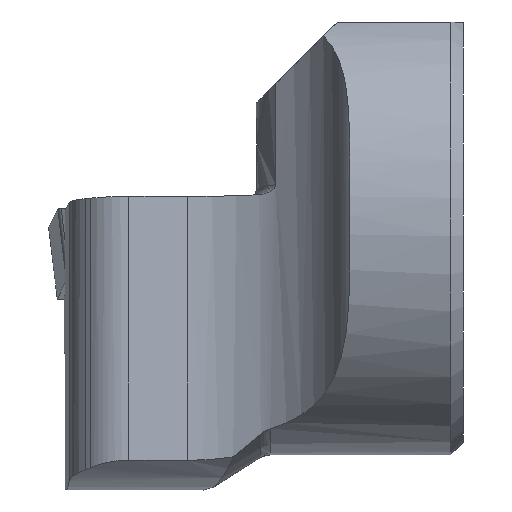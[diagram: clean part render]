
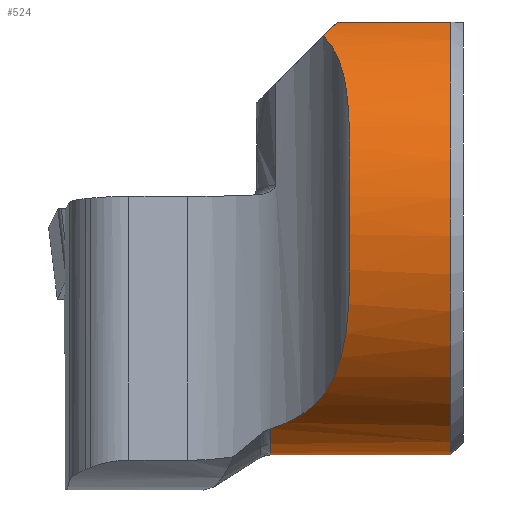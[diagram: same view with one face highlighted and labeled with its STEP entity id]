
A CAD part, front view. The second image highlights one B-rep face of the part: STEP entity #524.
In plain terms, the highlighted cylindrical face has radius 12.5 mm (diameter 25 mm), a partial arc.
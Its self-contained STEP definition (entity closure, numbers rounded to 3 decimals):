
#91=B_SPLINE_CURVE_WITH_KNOTS('',3,(#2041,#2042,#2043,#2044,#2045,#2046),
 .UNSPECIFIED.,.F.,.F.,(4,2,4),(0.,0.5,1.),.UNSPECIFIED.);
#92=B_SPLINE_CURVE_WITH_KNOTS('',3,(#2050,#2051,#2052,#2053,#2054,#2055,
#2056,#2057),.UNSPECIFIED.,.F.,.F.,(4,2,2,4),(0.,0.5,0.75,1.),
 .UNSPECIFIED.);
#93=B_SPLINE_CURVE_WITH_KNOTS('',3,(#2058,#2059,#2060,#2061,#2062,#2063,
#2064,#2065),.UNSPECIFIED.,.F.,.F.,(4,2,2,4),(0.,0.25,0.5,1.),
 .UNSPECIFIED.);
#94=B_SPLINE_CURVE_WITH_KNOTS('',3,(#2069,#2070,#2071,#2072),
 .UNSPECIFIED.,.F.,.F.,(4,4),(0.,1.),.UNSPECIFIED.);
#422=CYLINDRICAL_SURFACE('',#1470,12.5);
#444=ELLIPSE('',#1466,17.678,12.5);
#445=ELLIPSE('',#1469,17.678,12.5);
#476=CIRCLE('',#1463,12.5);
#477=CIRCLE('',#1465,12.5);
#478=CIRCLE('',#1467,12.5);
#479=CIRCLE('',#1468,12.5);
#524=ADVANCED_FACE('',(#612),#422,.T.);
#612=FACE_OUTER_BOUND('',#667,.T.);
#667=EDGE_LOOP('',(#845,#846,#847,#848,#849,#850,#851,#852,#853,#854,#855,
#856));
#845=ORIENTED_EDGE('',*,*,#1192,.T.);
#846=ORIENTED_EDGE('',*,*,#1193,.T.);
#847=ORIENTED_EDGE('',*,*,#1194,.T.);
#848=ORIENTED_EDGE('',*,*,#1195,.T.);
#849=ORIENTED_EDGE('',*,*,#1196,.T.);
#850=ORIENTED_EDGE('',*,*,#1197,.T.);
#851=ORIENTED_EDGE('',*,*,#1198,.T.);
#852=ORIENTED_EDGE('',*,*,#1190,.T.);
#853=ORIENTED_EDGE('',*,*,#1199,.T.);
#854=ORIENTED_EDGE('',*,*,#1200,.F.);
#855=ORIENTED_EDGE('',*,*,#1201,.F.);
#856=ORIENTED_EDGE('',*,*,#1202,.T.);
#1065=VERTEX_POINT('',#2021);
#1066=VERTEX_POINT('',#2023);
#1067=VERTEX_POINT('',#2033);
#1068=VERTEX_POINT('',#2034);
#1069=VERTEX_POINT('',#2036);
#1070=VERTEX_POINT('',#2038);
#1071=VERTEX_POINT('',#2040);
#1072=VERTEX_POINT('',#2047);
#1073=VERTEX_POINT('',#2049);
#1074=VERTEX_POINT('',#2066);
#1075=VERTEX_POINT('',#2068);
#1076=VERTEX_POINT('',#2073);
#1190=EDGE_CURVE('',#1066,#1065,#476,.T.);
#1192=EDGE_CURVE('',#1067,#1068,#1307,.T.);
#1193=EDGE_CURVE('',#1068,#1069,#477,.T.);
#1194=EDGE_CURVE('',#1069,#1070,#1308,.T.);
#1195=EDGE_CURVE('',#1070,#1071,#444,.T.);
#1196=EDGE_CURVE('',#1071,#1072,#91,.T.);
#1197=EDGE_CURVE('',#1072,#1073,#478,.T.);
#1198=EDGE_CURVE('',#1073,#1066,#92,.T.);
#1199=EDGE_CURVE('',#1065,#1074,#93,.T.);
#1200=EDGE_CURVE('',#1075,#1074,#479,.T.);
#1201=EDGE_CURVE('',#1076,#1075,#94,.T.);
#1202=EDGE_CURVE('',#1076,#1067,#445,.T.);
#1307=LINE('',#2032,#1383);
#1308=LINE('',#2037,#1384);
#1383=VECTOR('',#1696,1.);
#1384=VECTOR('',#1699,1.);
#1463=AXIS2_PLACEMENT_3D('',#2022,#1692,#1693);
#1465=AXIS2_PLACEMENT_3D('',#2035,#1697,#1698);
#1466=AXIS2_PLACEMENT_3D('',#2039,#1700,#1701);
#1467=AXIS2_PLACEMENT_3D('',#2048,#1702,#1703);
#1468=AXIS2_PLACEMENT_3D('',#2067,#1704,#1705);
#1469=AXIS2_PLACEMENT_3D('',#2074,#1706,#1707);
#1470=AXIS2_PLACEMENT_3D('',#2075,#1708,#1709);
#1692=DIRECTION('',(1.,0.,0.));
#1693=DIRECTION('',(0.,0.,-1.));
#1696=DIRECTION('',(1.,0.,0.));
#1697=DIRECTION('',(-1.,0.,0.));
#1698=DIRECTION('',(0.,0.,-1.));
#1699=DIRECTION('',(-1.,0.,0.));
#1700=DIRECTION('',(0.707,0.,-0.707));
#1701=DIRECTION('',(-0.707,0.,-0.707));
#1702=DIRECTION('',(1.,0.,0.));
#1703=DIRECTION('',(0.,0.,-1.));
#1704=DIRECTION('',(-1.,0.,0.));
#1705=DIRECTION('',(0.,0.,-1.));
#1706=DIRECTION('',(0.707,0.,-0.707));
#1707=DIRECTION('',(-0.707,0.,-0.707));
#1708=DIRECTION('',(-1.,0.,0.));
#1709=DIRECTION('',(0.,0.,1.));
#2021=CARTESIAN_POINT('',(12.287,9.875,-7.663));
#2022=CARTESIAN_POINT('',(12.287,0.,0.));
#2023=CARTESIAN_POINT('',(12.287,-5.843,-11.05));
#2032=CARTESIAN_POINT('',(0.,4.899,11.5));
#2033=CARTESIAN_POINT('',(16.,4.899,11.5));
#2034=CARTESIAN_POINT('',(22.3,4.899,11.5));
#2035=CARTESIAN_POINT('',(22.3,0.,0.));
#2036=CARTESIAN_POINT('',(22.3,-4.899,11.5));
#2037=CARTESIAN_POINT('',(0.,-4.899,11.5));
#2038=CARTESIAN_POINT('',(16.,-4.899,11.5));
#2039=CARTESIAN_POINT('',(4.5,0.,0.));
#2040=CARTESIAN_POINT('',(15.239,-6.397,10.739));
#2041=CARTESIAN_POINT('',(15.239,-6.397,10.739));
#2042=CARTESIAN_POINT('',(16.025,-7.69,9.969));
#2043=CARTESIAN_POINT('',(16.386,-9.013,8.825));
#2044=CARTESIAN_POINT('',(16.709,-11.035,6.111));
#2045=CARTESIAN_POINT('',(16.7,-11.773,4.538));
#2046=CARTESIAN_POINT('',(16.7,-12.166,2.869));
#2047=CARTESIAN_POINT('',(16.7,-12.166,2.869));
#2048=CARTESIAN_POINT('',(16.7,0.,0.));
#2049=CARTESIAN_POINT('',(16.7,-12.497,-0.276));
#2050=CARTESIAN_POINT('',(16.7,-12.497,-0.276));
#2051=CARTESIAN_POINT('',(16.7,-12.442,-2.74));
#2052=CARTESIAN_POINT('',(16.747,-11.64,-5.145));
#2053=CARTESIAN_POINT('',(15.947,-9.602,-8.092));
#2054=CARTESIAN_POINT('',(15.518,-8.794,-8.945));
#2055=CARTESIAN_POINT('',(14.198,-7.192,-10.277));
#2056=CARTESIAN_POINT('',(13.33,-6.432,-10.739));
#2057=CARTESIAN_POINT('',(12.287,-5.843,-11.05));
#2058=CARTESIAN_POINT('',(12.287,9.875,-7.663));
#2059=CARTESIAN_POINT('',(13.268,9.958,-7.557));
#2060=CARTESIAN_POINT('',(14.172,10.242,-7.197));
#2061=CARTESIAN_POINT('',(15.603,10.948,-6.069));
#2062=CARTESIAN_POINT('',(16.131,11.358,-5.3));
#2063=CARTESIAN_POINT('',(17.159,12.334,-2.733));
#2064=CARTESIAN_POINT('',(17.219,12.625,-0.655));
#2065=CARTESIAN_POINT('',(16.7,12.44,1.224));
#2066=CARTESIAN_POINT('',(16.7,12.44,1.224));
#2067=CARTESIAN_POINT('',(16.7,0.,0.));
#2068=CARTESIAN_POINT('',(16.7,9.946,7.571));
#2069=CARTESIAN_POINT('',(15.463,6.006,10.963));
#2070=CARTESIAN_POINT('',(16.382,7.388,10.205));
#2071=CARTESIAN_POINT('',(16.7,8.836,9.029));
#2072=CARTESIAN_POINT('',(16.7,9.946,7.571));
#2073=CARTESIAN_POINT('',(15.463,6.006,10.963));
#2074=CARTESIAN_POINT('',(4.5,0.,0.));
#2075=CARTESIAN_POINT('',(0.,0.,0.));
